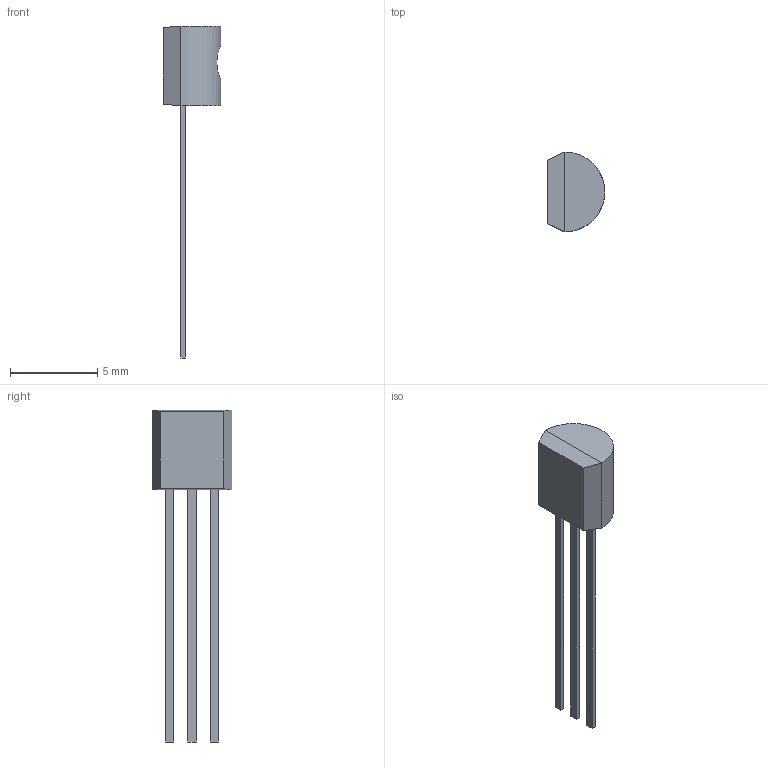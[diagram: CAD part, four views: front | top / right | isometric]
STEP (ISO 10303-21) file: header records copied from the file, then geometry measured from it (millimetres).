
FILE_DESCRIPTION(/* description */ (''),/* implementation_level */ '2;1');
FILE_NAME(/* name */ 'trans v1.step',/* time_stamp */ '2021-05-13T23:06:15+03:00',/* author */ (''),/* organization */ (''),/* preprocessor_version */ 'ST-DEVELOPER v18.1',/* originating_system */ 'Autodesk Translation Framework v10.6.0.1341',/* authorisation */ '');
FILE_SCHEMA (('AUTOMOTIVE_DESIGN { 1 0 10303 214 3 1 1 }'));
Length unit declared in the file: millimetre
Products named in the file (1): trans
Bounding box: 3.31 x 4.58 x 19.05 mm (x, y, z)
Volume: 60.8 mm3; surface area: 189.3 mm2
Topology: 5 solids, 5 shells, 30 faces, 59 edges, 40 vertices
Faces by surface type: plane 28, cylinder 2
Full cylindrical faces by diameter (mm): 2 x1
Entity records: 820 total; most frequent: CARTESIAN_POINT 165, DIRECTION 121, ORIENTED_EDGE 118, EDGE_CURVE 59, LINE 53, VECTOR 53, VERTEX_POINT 40, AXIS2_PLACEMENT_3D 34
